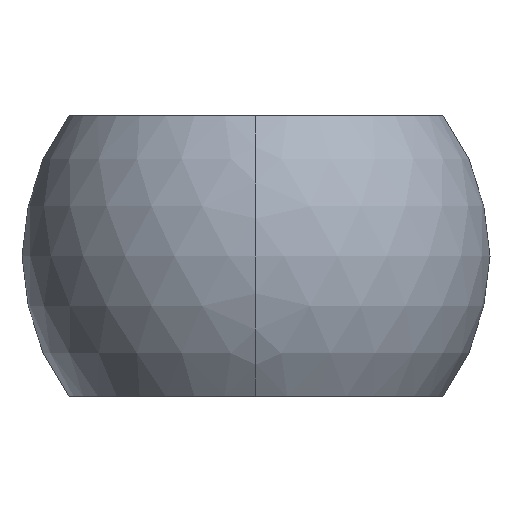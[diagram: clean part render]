
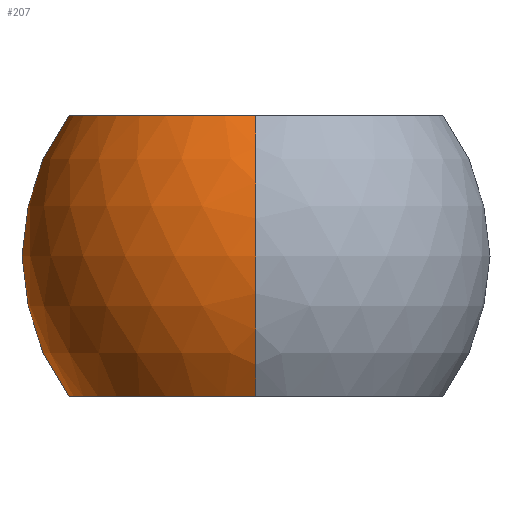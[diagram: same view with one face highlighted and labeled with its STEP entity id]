
A CAD part, left-side view. The second image highlights one B-rep face of the part: STEP entity #207.
In plain terms, the highlighted spherical face has radius 10 mm.
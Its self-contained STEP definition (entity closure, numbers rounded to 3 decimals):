
#121=VERTEX_POINT('',#308);
#127=VERTEX_POINT('',#316);
#141=EDGE_CURVE('',#189,#127,#330,.T.);
#143=VERTEX_POINT('',#332);
#175=EDGE_CURVE('',#127,#121,#366,.T.);
#189=VERTEX_POINT('',#385);
#207=ADVANCED_FACE('',(#407),#408,.T.);
#237=EDGE_CURVE('',#143,#189,#441,.T.);
#255=EDGE_CURVE('',#121,#143,#461,.T.);
#308=CARTESIAN_POINT('',(-8.0,0.,6.0));
#316=CARTESIAN_POINT('',(7.66,2.308,6.0));
#330=CIRCLE('',#550,6.429);
#332=CARTESIAN_POINT('',(-8.0,0.,-6.0));
#366=CIRCLE('',#613,8.0);
#385=CARTESIAN_POINT('',(7.66,2.308,-6.0));
#407=FACE_OUTER_BOUND('',#659,.T.);
#408=SPHERICAL_SURFACE('',#660,10.0);
#441=CIRCLE('',#717,8.0);
#461=CIRCLE('',#743,10.0);
#550=AXIS2_PLACEMENT_3D('',#827,#828,#829);
#613=AXIS2_PLACEMENT_3D('',#867,#868,#869);
#659=EDGE_LOOP('',(#951,#952,#953,#954));
#660=AXIS2_PLACEMENT_3D('',#955,#956,#957);
#717=AXIS2_PLACEMENT_3D('',#988,#989,#990);
#743=AXIS2_PLACEMENT_3D('',#1012,#1013,#1014);
#827=CARTESIAN_POINT('',(7.66,0.0,0.0));
#828=DIRECTION('',(1.0,0.0,0.0));
#829=DIRECTION('',(0.0,1.0,0.0));
#867=CARTESIAN_POINT('',(0.0,0.0,6.0));
#868=DIRECTION('',(0.0,-0.0,1.0));
#869=DIRECTION('',(0.0,1.0,0.0));
#951=ORIENTED_EDGE('',*,*,#255,.F.);
#952=ORIENTED_EDGE('',*,*,#175,.F.);
#953=ORIENTED_EDGE('',*,*,#141,.F.);
#954=ORIENTED_EDGE('',*,*,#237,.F.);
#955=CARTESIAN_POINT('',(0.0,0.0,0.0));
#956=DIRECTION('',(0.0,0.0,1.0));
#957=DIRECTION('',(1.0,0.0,0.0));
#988=CARTESIAN_POINT('',(0.0,0.0,-6.0));
#989=DIRECTION('',(-0.0,-0.0,-1.0));
#990=DIRECTION('',(0.0,-1.0,0.0));
#1012=CARTESIAN_POINT('',(0.0,0.0,0.0));
#1013=DIRECTION('',(0.,-1.0,0.0));
#1014=DIRECTION('',(0.0,0.0,1.0));
